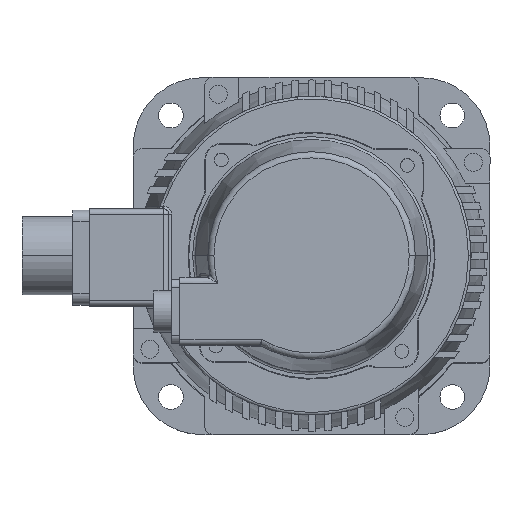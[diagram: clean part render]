
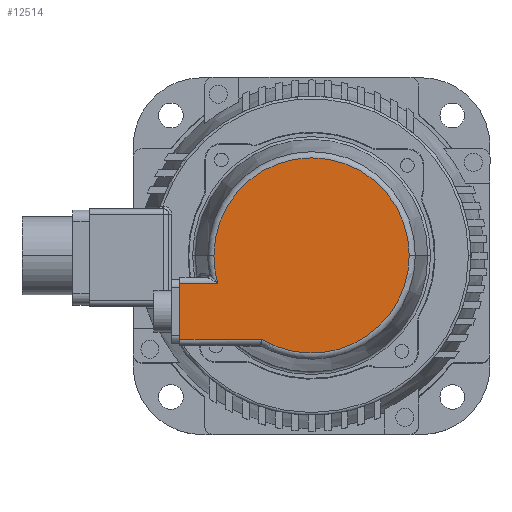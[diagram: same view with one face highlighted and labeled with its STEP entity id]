
A CAD part, top view. The second image highlights one B-rep face of the part: STEP entity #12514.
In plain terms, the highlighted face is planar.
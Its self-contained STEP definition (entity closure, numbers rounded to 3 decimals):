
#624 = LINE ( 'NONE', #21705, #14809 ) ;
#716 = AXIS2_PLACEMENT_3D ( 'NONE', #15523, #20242, #6325 ) ;
#935 = LINE ( 'NONE', #7989, #14932 ) ;
#1351 = AXIS2_PLACEMENT_3D ( 'NONE', #13030, #12910, #16469 ) ;
#1520 = CARTESIAN_POINT ( 'NONE',  ( 10.104, 0., -48. ) ) ;
#1583 = VERTEX_POINT ( 'NONE', #11802 ) ;
#2051 = DIRECTION ( 'NONE',  ( 0., 0., -1. ) ) ;
#3817 = EDGE_LOOP ( 'NONE', ( #20066, #14725, #19325, #22387, #11784, #19241 ) ) ;
#3878 = CARTESIAN_POINT ( 'NONE',  ( 30.604, 0., -48. ) ) ;
#3905 = CARTESIAN_POINT ( 'NONE',  ( 10.104, 0., -34.109 ) ) ;
#4274 = PLANE ( 'NONE',  #10003 ) ;
#4393 = EDGE_CURVE ( 'NONE', #12170, #14848, #8679, .T. ) ;
#5346 = CARTESIAN_POINT ( 'NONE',  ( 30.604, 0., 0. ) ) ;
#6325 = DIRECTION ( 'NONE',  ( 0., 0., -1. ) ) ;
#6517 = CARTESIAN_POINT ( 'NONE',  ( 30.604, 0., -18.136 ) ) ;
#6607 = VERTEX_POINT ( 'NONE', #1520 ) ;
#6985 = EDGE_CURVE ( 'NONE', #1583, #7087, #18798, .T. ) ;
#7087 = VERTEX_POINT ( 'NONE', #3905 ) ;
#7128 = CARTESIAN_POINT ( 'NONE',  ( 0., 0., 0. ) ) ;
#7412 = VERTEX_POINT ( 'NONE', #10327 ) ;
#7989 = CARTESIAN_POINT ( 'NONE',  ( 7.854, 0., -48. ) ) ;
#8679 = LINE ( 'NONE', #5346, #13669 ) ;
#10003 = AXIS2_PLACEMENT_3D ( 'NONE', #21534, #12896, #14965 ) ;
#10327 = CARTESIAN_POINT ( 'NONE',  ( 0., 0., 35.574 ) ) ;
#10677 = CIRCLE ( 'NONE', #716, 35.574 ) ;
#11022 = DIRECTION ( 'NONE',  ( 0., 0., -1. ) ) ;
#11784 = ORIENTED_EDGE ( 'NONE', *, *, #20645, .T. ) ;
#11794 = EDGE_CURVE ( 'NONE', #7412, #1583, #10677, .T. ) ;
#11802 = CARTESIAN_POINT ( 'NONE',  ( 0., 0., -35.574 ) ) ;
#11899 = DIRECTION ( 'NONE',  ( 0., 0., 1. ) ) ;
#12170 = VERTEX_POINT ( 'NONE', #3878 ) ;
#12514 = ADVANCED_FACE ( 'NONE', ( #18084 ), #4274, .T. ) ;
#12896 = DIRECTION ( 'NONE',  ( 0., -1., 0. ) ) ;
#12910 = DIRECTION ( 'NONE',  ( 0., -1., 0. ) ) ;
#13030 = CARTESIAN_POINT ( 'NONE',  ( 0., 0., 0. ) ) ;
#13669 = VECTOR ( 'NONE', #11899, 1000. ) ;
#14011 = AXIS2_PLACEMENT_3D ( 'NONE', #7128, #14131, #2051 ) ;
#14131 = DIRECTION ( 'NONE',  ( 0., -1., 0. ) ) ;
#14725 = ORIENTED_EDGE ( 'NONE', *, *, #11794, .T. ) ;
#14809 = VECTOR ( 'NONE', #11022, 1000. ) ;
#14848 = VERTEX_POINT ( 'NONE', #6517 ) ;
#14932 = VECTOR ( 'NONE', #16940, 1000. ) ;
#14965 = DIRECTION ( 'NONE',  ( 0., 0., -1. ) ) ;
#15523 = CARTESIAN_POINT ( 'NONE',  ( 0., 0., 0. ) ) ;
#16469 = DIRECTION ( 'NONE',  ( 0., 0., -1. ) ) ;
#16896 = EDGE_CURVE ( 'NONE', #7087, #6607, #624, .T. ) ;
#16940 = DIRECTION ( 'NONE',  ( 1., 0., 0. ) ) ;
#18084 = FACE_OUTER_BOUND ( 'NONE', #3817, .T. ) ;
#18798 = CIRCLE ( 'NONE', #14011, 35.574 ) ;
#19241 = ORIENTED_EDGE ( 'NONE', *, *, #4393, .T. ) ;
#19325 = ORIENTED_EDGE ( 'NONE', *, *, #6985, .T. ) ;
#20066 = ORIENTED_EDGE ( 'NONE', *, *, #22077, .T. ) ;
#20242 = DIRECTION ( 'NONE',  ( 0., -1., 0. ) ) ;
#20645 = EDGE_CURVE ( 'NONE', #6607, #12170, #935, .T. ) ;
#21534 = CARTESIAN_POINT ( 'NONE',  ( 37.5, 0., 0. ) ) ;
#21705 = CARTESIAN_POINT ( 'NONE',  ( 10.104, 0., 0. ) ) ;
#22077 = EDGE_CURVE ( 'NONE', #14848, #7412, #22673, .T. ) ;
#22387 = ORIENTED_EDGE ( 'NONE', *, *, #16896, .T. ) ;
#22673 = CIRCLE ( 'NONE', #1351, 35.574 ) ;
